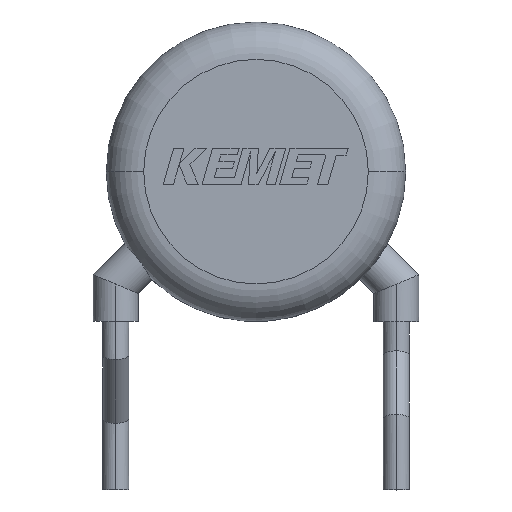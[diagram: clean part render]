
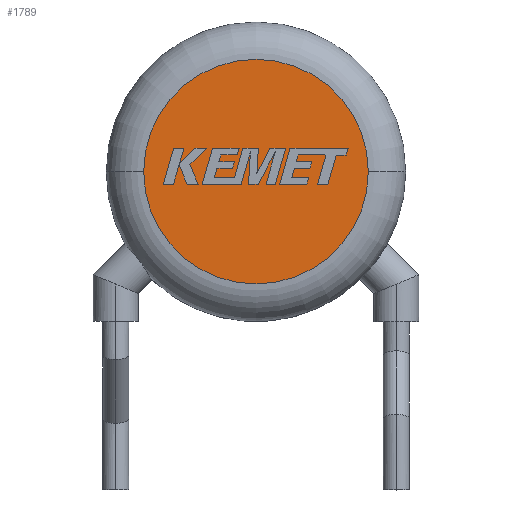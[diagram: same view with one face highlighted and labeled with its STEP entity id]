
A CAD part, top view. The second image highlights one B-rep face of the part: STEP entity #1789.
In plain terms, the highlighted planar face has unit normal (0, 0, 1).
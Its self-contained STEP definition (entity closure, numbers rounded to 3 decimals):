
#85 = CARTESIAN_POINT ( 'NONE',  ( 0., 0., 5. ) ) ;
#195 = CARTESIAN_POINT ( 'NONE',  ( 0., 0., 5. ) ) ;
#277 = CIRCLE ( 'NONE', #3121, 3. ) ;
#560 = DIRECTION ( 'NONE',  ( 1., 0., 0. ) ) ;
#587 = EDGE_CURVE ( 'NONE', #3358, #3012, #697, .T. ) ;
#697 = CIRCLE ( 'NONE', #756, 3. ) ;
#756 = AXIS2_PLACEMENT_3D ( 'NONE', #2116, #2670, #560 ) ;
#1378 = DIRECTION ( 'NONE',  ( 0., 0., 1. ) ) ;
#1453 = AXIS2_PLACEMENT_3D ( 'NONE', #85, #2844, #3359 ) ;
#1563 = EDGE_LOOP ( 'NONE', ( #2893, #1637 ) ) ;
#1637 = ORIENTED_EDGE ( 'NONE', *, *, #2420, .T. ) ;
#1789 = ADVANCED_FACE ( 'NONE', ( #1920 ), #3754, .T. ) ;
#1804 = CARTESIAN_POINT ( 'NONE',  ( 3., 0., 5. ) ) ;
#1920 = FACE_OUTER_BOUND ( 'NONE', #1563, .T. ) ;
#2116 = CARTESIAN_POINT ( 'NONE',  ( 0., 0., 5. ) ) ;
#2420 = EDGE_CURVE ( 'NONE', #3012, #3358, #277, .T. ) ;
#2444 = CARTESIAN_POINT ( 'NONE',  ( -3., 0., 5. ) ) ;
#2670 = DIRECTION ( 'NONE',  ( 0., 0., 1. ) ) ;
#2844 = DIRECTION ( 'NONE',  ( 0., 0., 1. ) ) ;
#2885 = DIRECTION ( 'NONE',  ( 1., 0., 0. ) ) ;
#2893 = ORIENTED_EDGE ( 'NONE', *, *, #587, .T. ) ;
#3012 = VERTEX_POINT ( 'NONE', #2444 ) ;
#3121 = AXIS2_PLACEMENT_3D ( 'NONE', #195, #1378, #2885 ) ;
#3358 = VERTEX_POINT ( 'NONE', #1804 ) ;
#3359 = DIRECTION ( 'NONE',  ( 1., 0., 0. ) ) ;
#3754 = PLANE ( 'NONE',  #1453 ) ;
